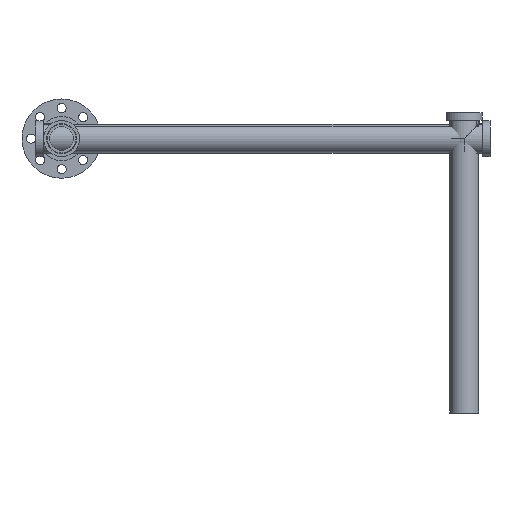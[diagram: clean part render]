
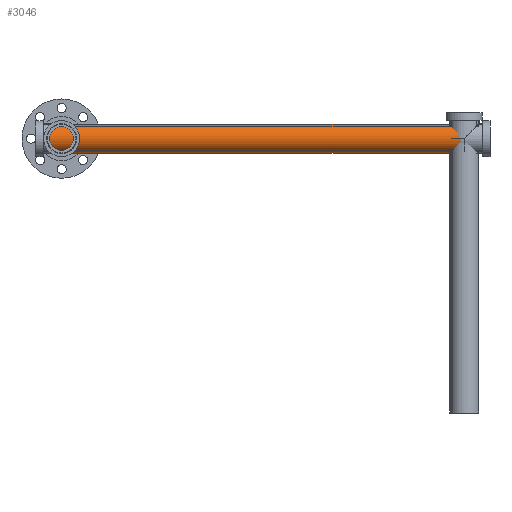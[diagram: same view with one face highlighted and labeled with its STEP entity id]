
A CAD part, left-side view. The second image highlights one B-rep face of the part: STEP entity #3046.
In plain terms, the highlighted cylindrical face has radius 30.15 mm (diameter 60.3 mm), a full revolution.
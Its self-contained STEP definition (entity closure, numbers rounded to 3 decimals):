
#3046 = ADVANCED_FACE('',(#3047),#3060,.T.);
#3047 = FACE_BOUND('',#3048,.T.);
#3048 = EDGE_LOOP('',(#3049,#3083,#3106,#3133));
#3049 = ORIENTED_EDGE('',*,*,#3050,.F.);
#3050 = EDGE_CURVE('',#3051,#3051,#3053,.T.);
#3051 = VERTEX_POINT('',#3052);
#3052 = CARTESIAN_POINT('',(30.15,-914.4,0.));
#3053 = SURFACE_CURVE('',#3054,(#3059,#3071),.PCURVE_S1.);
#3054 = CIRCLE('',#3055,30.15);
#3055 = AXIS2_PLACEMENT_3D('',#3056,#3057,#3058);
#3056 = CARTESIAN_POINT('',(0.,-914.4,0.));
#3057 = DIRECTION('',(0.,-1.,0.));
#3058 = DIRECTION('',(1.,0.,0.));
#3059 = PCURVE('',#3060,#3065);
#3060 = CYLINDRICAL_SURFACE('',#3061,30.15);
#3061 = AXIS2_PLACEMENT_3D('',#3062,#3063,#3064);
#3062 = CARTESIAN_POINT('',(0.,0.,0.));
#3063 = DIRECTION('',(0.,-1.,0.));
#3064 = DIRECTION('',(1.,0.,0.));
#3065 = DEFINITIONAL_REPRESENTATION('',(#3066),#3070);
#3066 = LINE('',#3067,#3068);
#3067 = CARTESIAN_POINT('',(0.,914.4));
#3068 = VECTOR('',#3069,1.);
#3069 = DIRECTION('',(1.,0.));
#3070 = ( GEOMETRIC_REPRESENTATION_CONTEXT(2) 
PARAMETRIC_REPRESENTATION_CONTEXT() REPRESENTATION_CONTEXT('2D SPACE',''
  ) );
#3071 = PCURVE('',#3072,#3077);
#3072 = PLANE('',#3073);
#3073 = AXIS2_PLACEMENT_3D('',#3074,#3075,#3076);
#3074 = CARTESIAN_POINT('',(0.,-914.4,0.));
#3075 = DIRECTION('',(0.,-1.,0.));
#3076 = DIRECTION('',(1.,0.,0.));
#3077 = DEFINITIONAL_REPRESENTATION('',(#3078),#3082);
#3078 = CIRCLE('',#3079,30.15);
#3079 = AXIS2_PLACEMENT_2D('',#3080,#3081);
#3080 = CARTESIAN_POINT('',(0.,0.));
#3081 = DIRECTION('',(1.,0.));
#3082 = ( GEOMETRIC_REPRESENTATION_CONTEXT(2) 
PARAMETRIC_REPRESENTATION_CONTEXT() REPRESENTATION_CONTEXT('2D SPACE',''
  ) );
#3083 = ORIENTED_EDGE('',*,*,#3084,.F.);
#3084 = EDGE_CURVE('',#3085,#3051,#3087,.T.);
#3085 = VERTEX_POINT('',#3086);
#3086 = CARTESIAN_POINT('',(30.15,0.,
    0.));
#3087 = SEAM_CURVE('',#3088,(#3092,#3099),.PCURVE_S1.);
#3088 = LINE('',#3089,#3090);
#3089 = CARTESIAN_POINT('',(30.15,0.,
    0.));
#3090 = VECTOR('',#3091,1.);
#3091 = DIRECTION('',(0.,-1.,0.));
#3092 = PCURVE('',#3060,#3093);
#3093 = DEFINITIONAL_REPRESENTATION('',(#3094),#3098);
#3094 = LINE('',#3095,#3096);
#3095 = CARTESIAN_POINT('',(6.283,-0.));
#3096 = VECTOR('',#3097,1.);
#3097 = DIRECTION('',(0.,1.));
#3098 = ( GEOMETRIC_REPRESENTATION_CONTEXT(2) 
PARAMETRIC_REPRESENTATION_CONTEXT() REPRESENTATION_CONTEXT('2D SPACE',''
  ) );
#3099 = PCURVE('',#3060,#3100);
#3100 = DEFINITIONAL_REPRESENTATION('',(#3101),#3105);
#3101 = LINE('',#3102,#3103);
#3102 = CARTESIAN_POINT('',(0.,-0.));
#3103 = VECTOR('',#3104,1.);
#3104 = DIRECTION('',(0.,1.));
#3105 = ( GEOMETRIC_REPRESENTATION_CONTEXT(2) 
PARAMETRIC_REPRESENTATION_CONTEXT() REPRESENTATION_CONTEXT('2D SPACE',''
  ) );
#3106 = ORIENTED_EDGE('',*,*,#3107,.T.);
#3107 = EDGE_CURVE('',#3085,#3085,#3108,.T.);
#3108 = SURFACE_CURVE('',#3109,(#3114,#3121),.PCURVE_S1.);
#3109 = CIRCLE('',#3110,30.15);
#3110 = AXIS2_PLACEMENT_3D('',#3111,#3112,#3113);
#3111 = CARTESIAN_POINT('',(0.,0.,0.));
#3112 = DIRECTION('',(0.,-1.,0.));
#3113 = DIRECTION('',(1.,0.,0.));
#3114 = PCURVE('',#3060,#3115);
#3115 = DEFINITIONAL_REPRESENTATION('',(#3116),#3120);
#3116 = LINE('',#3117,#3118);
#3117 = CARTESIAN_POINT('',(0.,0.));
#3118 = VECTOR('',#3119,1.);
#3119 = DIRECTION('',(1.,0.));
#3120 = ( GEOMETRIC_REPRESENTATION_CONTEXT(2) 
PARAMETRIC_REPRESENTATION_CONTEXT() REPRESENTATION_CONTEXT('2D SPACE',''
  ) );
#3121 = PCURVE('',#3122,#3127);
#3122 = PLANE('',#3123);
#3123 = AXIS2_PLACEMENT_3D('',#3124,#3125,#3126);
#3124 = CARTESIAN_POINT('',(0.,0.,0.));
#3125 = DIRECTION('',(0.,-1.,0.));
#3126 = DIRECTION('',(1.,0.,0.));
#3127 = DEFINITIONAL_REPRESENTATION('',(#3128),#3132);
#3128 = CIRCLE('',#3129,30.15);
#3129 = AXIS2_PLACEMENT_2D('',#3130,#3131);
#3130 = CARTESIAN_POINT('',(0.,0.));
#3131 = DIRECTION('',(1.,0.));
#3132 = ( GEOMETRIC_REPRESENTATION_CONTEXT(2) 
PARAMETRIC_REPRESENTATION_CONTEXT() REPRESENTATION_CONTEXT('2D SPACE',''
  ) );
#3133 = ORIENTED_EDGE('',*,*,#3084,.T.);
